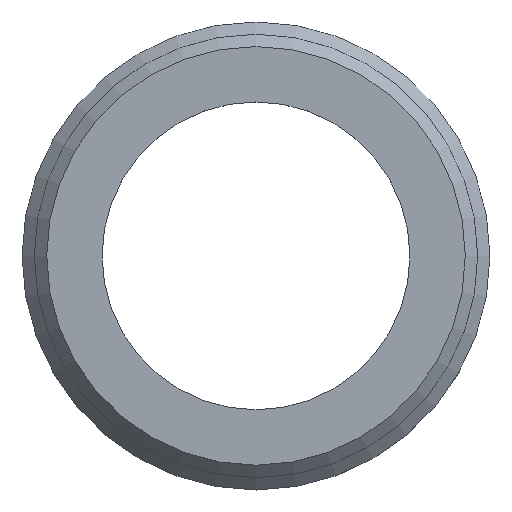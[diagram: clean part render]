
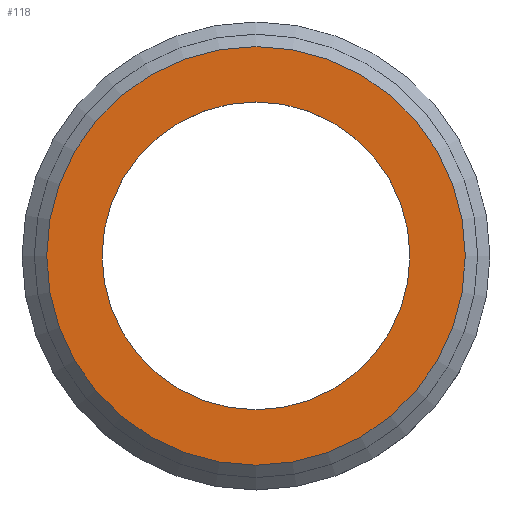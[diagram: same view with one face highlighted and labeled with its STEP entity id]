
A CAD part, top view. The second image highlights one B-rep face of the part: STEP entity #118.
In plain terms, the highlighted planar face has unit normal (0, 0, 1).
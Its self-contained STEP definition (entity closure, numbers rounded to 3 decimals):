
#19=FACE_BOUND('',#43,.T.);
#22=PLANE('',#148);
#32=FACE_OUTER_BOUND('',#42,.T.);
#42=EDGE_LOOP('',(#104));
#43=EDGE_LOOP('',(#105));
#59=CIRCLE('',#144,12.5);
#62=CIRCLE('',#149,17.);
#67=VERTEX_POINT('',#207);
#70=VERTEX_POINT('',#216);
#78=EDGE_CURVE('',#67,#67,#59,.T.);
#82=EDGE_CURVE('',#70,#70,#62,.T.);
#104=ORIENTED_EDGE('',*,*,#82,.F.);
#105=ORIENTED_EDGE('',*,*,#78,.T.);
#118=ADVANCED_FACE('',(#32,#19),#22,.T.);
#144=AXIS2_PLACEMENT_3D('',#208,#174,#175);
#148=AXIS2_PLACEMENT_3D('',#215,#183,#184);
#149=AXIS2_PLACEMENT_3D('',#217,#185,#186);
#174=DIRECTION('center_axis',(0.,0.,-1.));
#175=DIRECTION('ref_axis',(-1.,0.,0.));
#183=DIRECTION('center_axis',(0.,0.,1.));
#184=DIRECTION('ref_axis',(-1.,0.,0.));
#185=DIRECTION('center_axis',(0.,0.,-1.));
#186=DIRECTION('ref_axis',(1.,0.,0.));
#207=CARTESIAN_POINT('',(12.5,0.,7.));
#208=CARTESIAN_POINT('Origin',(0.,0.,7.));
#215=CARTESIAN_POINT('Origin',(0.,0.,7.));
#216=CARTESIAN_POINT('',(-17.,0.,7.));
#217=CARTESIAN_POINT('Origin',(0.,0.,7.));
